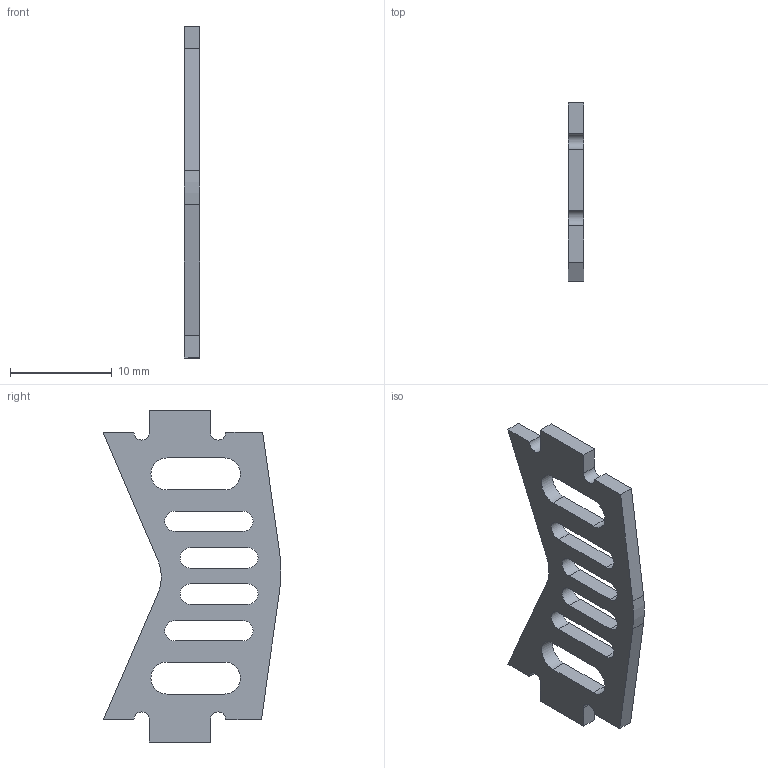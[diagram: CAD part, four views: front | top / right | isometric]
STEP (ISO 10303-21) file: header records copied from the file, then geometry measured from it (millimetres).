
FILE_DESCRIPTION(/* description */ (''),/* implementation_level */ '2;1');
FILE_NAME(/* name */ 'cult-cam-1.5mm.step',/* time_stamp */ '2022-04-04T16:05:07+02:00',/* author */ (''),/* organization */ (''),/* preprocessor_version */ 'ST-DEVELOPER v18.1',/* originating_system */ 'Autodesk Translation Framework v10.14.0.1471',/* authorisation */ '');
FILE_SCHEMA (('AUTOMOTIVE_DESIGN { 1 0 10303 214 3 1 1 }'));
Length unit declared in the file: millimetre
Products named in the file (1): cam plate left
Bounding box: 1.5 x 17.43 x 32.55 mm (x, y, z)
Volume: 437.3 mm3; surface area: 911.2 mm2
Topology: 1 solids, 1 shells, 46 faces, 132 edges, 88 vertices
Faces by surface type: plane 28, cylinder 18
Entity records: 1585 total; most frequent: CARTESIAN_POINT 267, ORIENTED_EDGE 264, DIRECTION 262, EDGE_CURVE 132, LINE 96, VECTOR 96, VERTEX_POINT 88, AXIS2_PLACEMENT_3D 83
